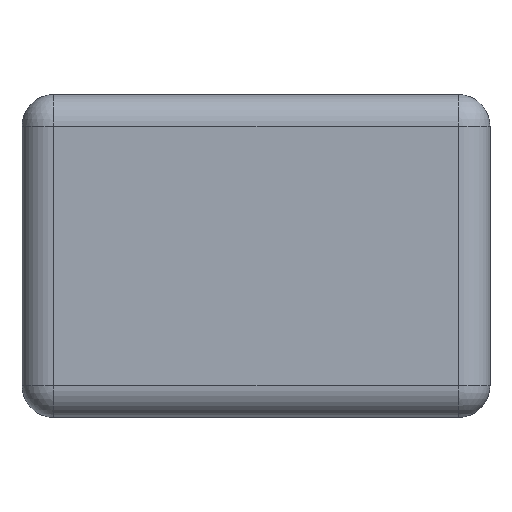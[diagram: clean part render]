
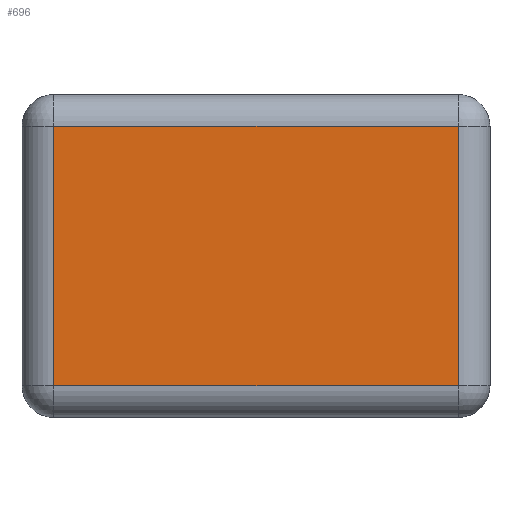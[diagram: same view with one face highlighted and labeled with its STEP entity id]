
A CAD part, left-side view. The second image highlights one B-rep face of the part: STEP entity #696.
In plain terms, the highlighted planar face has unit normal (-1, 0, 0).
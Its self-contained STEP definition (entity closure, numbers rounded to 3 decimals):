
#311=CARTESIAN_POINT('',(-1.118,-0.637,0.1));
#312=VERTEX_POINT('',#311);
#346=CARTESIAN_POINT('',(-1.118,-0.637,0.916));
#347=VERTEX_POINT('',#346);
#372=CARTESIAN_POINT('',(-1.118,0.637,0.1));
#373=VERTEX_POINT('',#372);
#405=CARTESIAN_POINT('',(-1.118,0.637,0.916));
#406=VERTEX_POINT('',#405);
#480=CARTESIAN_POINT('',(-1.118,0.637,0.1));
#481=DIRECTION('',(0.0,0.0,1.0));
#482=VECTOR('',#481,0.816);
#483=LINE('',#480,#482);
#484=EDGE_CURVE('',#373,#406,#483,.T.);
#495=CARTESIAN_POINT('',(-1.118,0.637,0.916));
#496=DIRECTION('',(0.0,-1.0,0.0));
#497=VECTOR('',#496,1.273);
#498=LINE('',#495,#497);
#499=EDGE_CURVE('',#406,#347,#498,.T.);
#549=CARTESIAN_POINT('',(-1.118,-0.637,0.1));
#550=DIRECTION('',(0.0,1.0,0.0));
#551=VECTOR('',#550,1.273);
#552=LINE('',#549,#551);
#553=EDGE_CURVE('',#312,#373,#552,.T.);
#571=CARTESIAN_POINT('',(-1.118,-0.637,0.916));
#572=DIRECTION('',(0.0,0.0,-1.0));
#573=VECTOR('',#572,0.816);
#574=LINE('',#571,#573);
#575=EDGE_CURVE('',#347,#312,#574,.T.);
#685=CARTESIAN_POINT('',(-1.118,-0.737,0.0));
#686=DIRECTION('',(-1.0,0.0,0.0));
#687=DIRECTION('',(0.0,0.0,1.0));
#688=AXIS2_PLACEMENT_3D('',#685,#686,#687);
#689=PLANE('',#688);
#690=ORIENTED_EDGE('',*,*,#484,.F.);
#691=ORIENTED_EDGE('',*,*,#553,.F.);
#692=ORIENTED_EDGE('',*,*,#575,.F.);
#693=ORIENTED_EDGE('',*,*,#499,.F.);
#694=EDGE_LOOP('',(#690,#691,#692,#693));
#695=FACE_OUTER_BOUND('',#694,.T.);
#696=ADVANCED_FACE('',(#695),#689,.T.);
